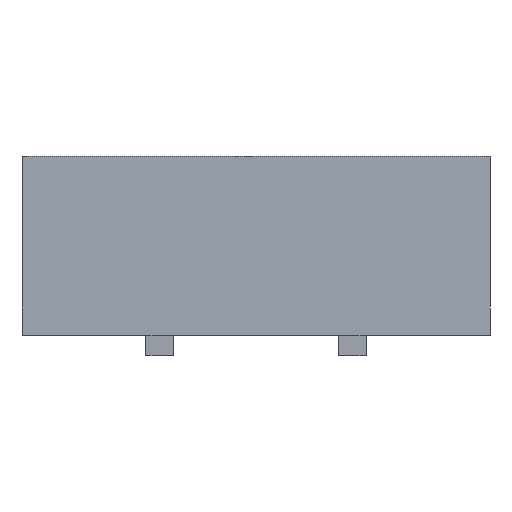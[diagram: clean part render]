
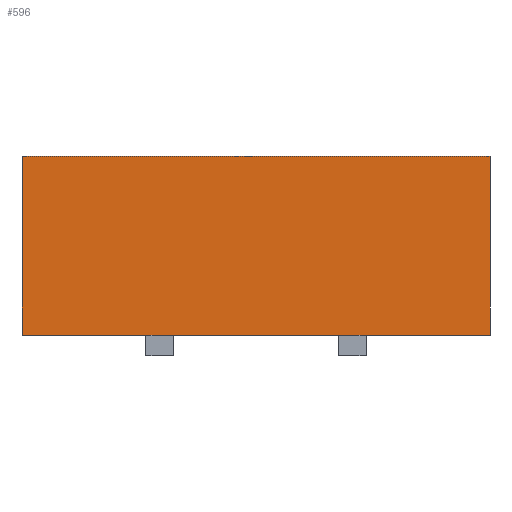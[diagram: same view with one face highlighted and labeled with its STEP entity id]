
A CAD part, front view. The second image highlights one B-rep face of the part: STEP entity #596.
In plain terms, the highlighted planar face has unit normal (0, -1, 0).
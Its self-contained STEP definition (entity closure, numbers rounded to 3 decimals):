
#7 = DIRECTION ( 'NONE',  ( -1., 0., 0. ) ) ;
#21 = DIRECTION ( 'NONE',  ( 0., 0., -1. ) ) ;
#27 = CARTESIAN_POINT ( 'NONE',  ( 34., -2., 17. ) ) ;
#61 = ORIENTED_EDGE ( 'NONE', *, *, #520, .T. ) ;
#78 = DIRECTION ( 'NONE',  ( 0., 0., -1. ) ) ;
#115 = VECTOR ( 'NONE', #7, 1000. ) ;
#122 = DIRECTION ( 'NONE',  ( 0., -1., 0. ) ) ;
#278 = CARTESIAN_POINT ( 'NONE',  ( -34., -2., 17. ) ) ;
#315 = VERTEX_POINT ( 'NONE', #602 ) ;
#346 = LINE ( 'NONE', #739, #115 ) ;
#434 = VECTOR ( 'NONE', #959, 1000. ) ;
#482 = CARTESIAN_POINT ( 'NONE',  ( 34., -2., 17. ) ) ;
#513 = ORIENTED_EDGE ( 'NONE', *, *, #943, .T. ) ;
#520 = EDGE_CURVE ( 'NONE', #938, #980, #346, .T. ) ;
#587 = LINE ( 'NONE', #278, #631 ) ;
#596 = ADVANCED_FACE ( 'NONE', ( #1184 ), #937, .T. ) ;
#602 = CARTESIAN_POINT ( 'NONE',  ( -34., -2., -9. ) ) ;
#603 = VECTOR ( 'NONE', #694, 1000. ) ;
#628 = LINE ( 'NONE', #482, #603 ) ;
#631 = VECTOR ( 'NONE', #78, 1000. ) ;
#641 = VERTEX_POINT ( 'NONE', #761 ) ;
#684 = EDGE_CURVE ( 'NONE', #315, #641, #1367, .T. ) ;
#694 = DIRECTION ( 'NONE',  ( 0., 0., 1. ) ) ;
#739 = CARTESIAN_POINT ( 'NONE',  ( 34., -2., 17. ) ) ;
#743 = CARTESIAN_POINT ( 'NONE',  ( 34., -2., -9. ) ) ;
#761 = CARTESIAN_POINT ( 'NONE',  ( 34., -2., -9. ) ) ;
#805 = CARTESIAN_POINT ( 'NONE',  ( -34., -2., 17. ) ) ;
#836 = EDGE_LOOP ( 'NONE', ( #939, #513, #61, #1370 ) ) ;
#937 = PLANE ( 'NONE',  #1161 ) ;
#938 = VERTEX_POINT ( 'NONE', #1002 ) ;
#939 = ORIENTED_EDGE ( 'NONE', *, *, #684, .T. ) ;
#943 = EDGE_CURVE ( 'NONE', #641, #938, #628, .T. ) ;
#959 = DIRECTION ( 'NONE',  ( 1., 0., 0. ) ) ;
#980 = VERTEX_POINT ( 'NONE', #805 ) ;
#1002 = CARTESIAN_POINT ( 'NONE',  ( 34., -2., 17. ) ) ;
#1161 = AXIS2_PLACEMENT_3D ( 'NONE', #27, #122, #21 ) ;
#1184 = FACE_OUTER_BOUND ( 'NONE', #836, .T. ) ;
#1367 = LINE ( 'NONE', #743, #434 ) ;
#1370 = ORIENTED_EDGE ( 'NONE', *, *, #1377, .T. ) ;
#1377 = EDGE_CURVE ( 'NONE', #980, #315, #587, .T. ) ;
